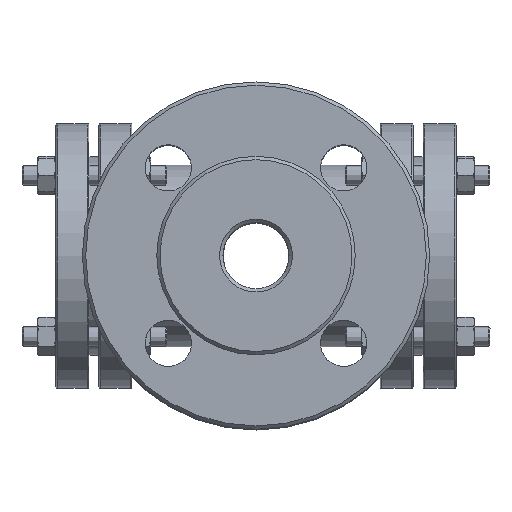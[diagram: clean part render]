
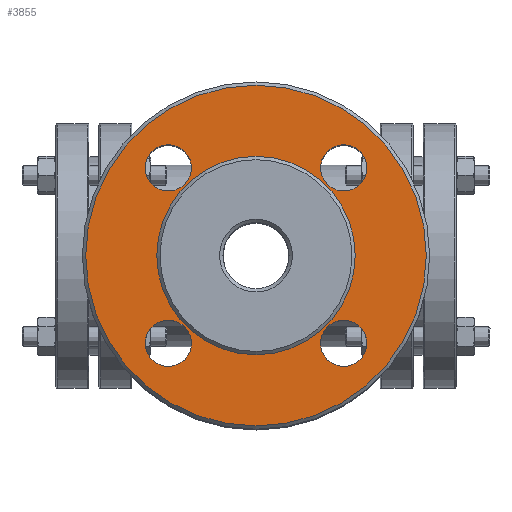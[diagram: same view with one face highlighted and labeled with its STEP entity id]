
A CAD part, top view. The second image highlights one B-rep face of the part: STEP entity #3855.
In plain terms, the highlighted planar face has unit normal (0, 0, 1).
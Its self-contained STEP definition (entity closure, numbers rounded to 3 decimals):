
#252=FACE_BOUND('',#848,.T.);
#253=FACE_BOUND('',#849,.T.);
#254=FACE_BOUND('',#850,.T.);
#255=FACE_BOUND('',#851,.T.);
#256=FACE_BOUND('',#852,.T.);
#341=PLANE('',#4327);
#570=FACE_OUTER_BOUND('',#847,.T.);
#847=EDGE_LOOP('',(#3269));
#848=EDGE_LOOP('',(#3270));
#849=EDGE_LOOP('',(#3271));
#850=EDGE_LOOP('',(#3272));
#851=EDGE_LOOP('',(#3273));
#852=EDGE_LOOP('',(#3274));
#942=CIRCLE('',#4054,7.);
#944=CIRCLE('',#4057,7.);
#1027=CIRCLE('',#4188,7.);
#1029=CIRCLE('',#4191,7.);
#1097=CIRCLE('',#4306,30.);
#1108=CIRCLE('',#4328,51.5);
#1682=VERTEX_POINT('',#6627);
#1684=VERTEX_POINT('',#6633);
#1768=VERTEX_POINT('',#7232);
#1770=VERTEX_POINT('',#7238);
#1831=VERTEX_POINT('',#7544);
#1844=VERTEX_POINT('',#7807);
#2079=EDGE_CURVE('',#1682,#1682,#942,.T.);
#2082=EDGE_CURVE('',#1684,#1684,#944,.T.);
#2204=EDGE_CURVE('',#1768,#1768,#1027,.T.);
#2207=EDGE_CURVE('',#1770,#1770,#1029,.T.);
#2304=EDGE_CURVE('',#1831,#1831,#1097,.T.);
#2329=EDGE_CURVE('',#1844,#1844,#1108,.T.);
#3269=ORIENTED_EDGE('',*,*,#2329,.F.);
#3270=ORIENTED_EDGE('',*,*,#2207,.T.);
#3271=ORIENTED_EDGE('',*,*,#2204,.T.);
#3272=ORIENTED_EDGE('',*,*,#2304,.F.);
#3273=ORIENTED_EDGE('',*,*,#2082,.F.);
#3274=ORIENTED_EDGE('',*,*,#2079,.F.);
#3855=ADVANCED_FACE('',(#570,#252,#253,#254,#255,#256),#341,.T.);
#4054=AXIS2_PLACEMENT_3D('',#6628,#4706,#4707);
#4057=AXIS2_PLACEMENT_3D('',#6634,#4713,#4714);
#4188=AXIS2_PLACEMENT_3D('',#7233,#5002,#5003);
#4191=AXIS2_PLACEMENT_3D('',#7239,#5009,#5010);
#4306=AXIS2_PLACEMENT_3D('',#7545,#5266,#5267);
#4327=AXIS2_PLACEMENT_3D('',#7806,#5316,#5317);
#4328=AXIS2_PLACEMENT_3D('',#7808,#5318,#5319);
#4706=DIRECTION('center_axis',(0.,0.,1.));
#4707=DIRECTION('ref_axis',(1.,0.,0.));
#4713=DIRECTION('center_axis',(0.,0.,1.));
#4714=DIRECTION('ref_axis',(1.,0.,0.));
#5002=DIRECTION('center_axis',(0.,0.,-1.));
#5003=DIRECTION('ref_axis',(-1.,0.,0.));
#5009=DIRECTION('center_axis',(0.,0.,-1.));
#5010=DIRECTION('ref_axis',(-1.,0.,0.));
#5266=DIRECTION('center_axis',(0.,0.,1.));
#5267=DIRECTION('ref_axis',(-1.,0.,0.));
#5316=DIRECTION('center_axis',(0.,0.,1.));
#5317=DIRECTION('ref_axis',(1.,0.,0.));
#5318=DIRECTION('center_axis',(0.,0.,-1.));
#5319=DIRECTION('ref_axis',(-1.,0.,0.));
#6627=CARTESIAN_POINT('',(-33.517,26.517,149.));
#6628=CARTESIAN_POINT('Origin',(-26.517,26.517,149.));
#6633=CARTESIAN_POINT('',(-33.517,-26.517,149.));
#6634=CARTESIAN_POINT('Origin',(-26.517,-26.517,149.));
#7232=CARTESIAN_POINT('',(33.517,26.517,149.));
#7233=CARTESIAN_POINT('Origin',(26.517,26.517,149.));
#7238=CARTESIAN_POINT('',(33.517,-26.517,149.));
#7239=CARTESIAN_POINT('Origin',(26.517,-26.517,149.));
#7544=CARTESIAN_POINT('',(30.,0.,149.));
#7545=CARTESIAN_POINT('Origin',(0.,0.,149.));
#7806=CARTESIAN_POINT('Origin',(0.,0.,149.));
#7807=CARTESIAN_POINT('',(51.5,0.,149.));
#7808=CARTESIAN_POINT('Origin',(0.,0.,149.));
